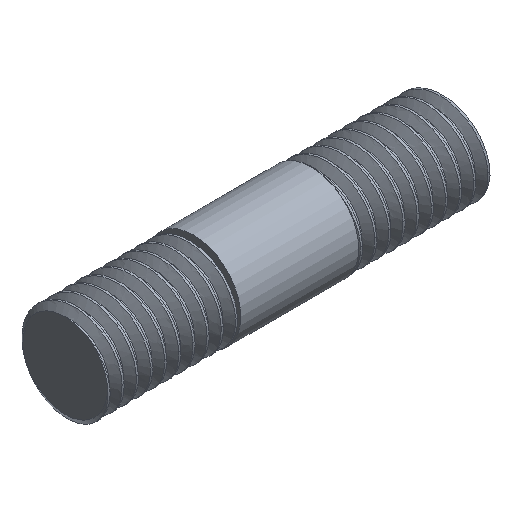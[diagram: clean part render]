
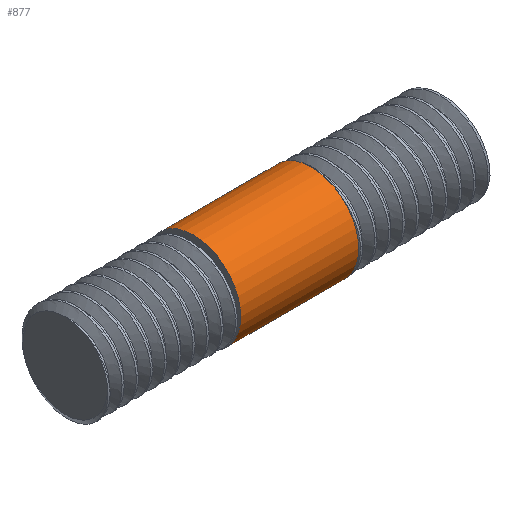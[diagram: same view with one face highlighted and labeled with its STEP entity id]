
A CAD part, isometric view. The second image highlights one B-rep face of the part: STEP entity #877.
In plain terms, the highlighted cylindrical face has radius 5 mm (diameter 10 mm), a full revolution.
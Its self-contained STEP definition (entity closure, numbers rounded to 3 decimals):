
#115=LINE('',#1170,#154);
#154=VECTOR('',#1015,5.);
#193=CYLINDRICAL_SURFACE('',#948,5.);
#238=FACE_OUTER_BOUND('',#291,.T.);
#291=EDGE_LOOP('',(#589,#590,#591,#592));
#342=CIRCLE('',#945,5.);
#343=CIRCLE('',#947,5.);
#352=VERTEX_POINT('',#1164);
#353=VERTEX_POINT('',#1167);
#446=EDGE_CURVE('',#352,#352,#342,.T.);
#447=EDGE_CURVE('',#353,#353,#343,.T.);
#448=EDGE_CURVE('',#353,#352,#115,.T.);
#589=ORIENTED_EDGE('',*,*,#447,.T.);
#590=ORIENTED_EDGE('',*,*,#448,.T.);
#591=ORIENTED_EDGE('',*,*,#446,.T.);
#592=ORIENTED_EDGE('',*,*,#448,.F.);
#877=ADVANCED_FACE('',(#238),#193,.T.);
#945=AXIS2_PLACEMENT_3D('',#1165,#1007,#1008);
#947=AXIS2_PLACEMENT_3D('',#1168,#1011,#1012);
#948=AXIS2_PLACEMENT_3D('',#1169,#1013,#1014);
#1007=DIRECTION('center_axis',(1.,0.,0.));
#1008=DIRECTION('ref_axis',(0.,1.,0.));
#1011=DIRECTION('center_axis',(-1.,0.,0.));
#1012=DIRECTION('ref_axis',(0.,1.,0.));
#1013=DIRECTION('center_axis',(1.,0.,0.));
#1014=DIRECTION('ref_axis',(0.,1.,0.));
#1015=DIRECTION('',(-1.,0.,0.));
#1164=CARTESIAN_POINT('',(-0.14,-5.,0.));
#1165=CARTESIAN_POINT('Origin',(-0.14,0.,0.));
#1167=CARTESIAN_POINT('',(12.36,-5.,0.));
#1168=CARTESIAN_POINT('Origin',(12.36,0.,0.));
#1169=CARTESIAN_POINT('Origin',(0.,0.,0.));
#1170=CARTESIAN_POINT('',(0.,-5.,0.));
